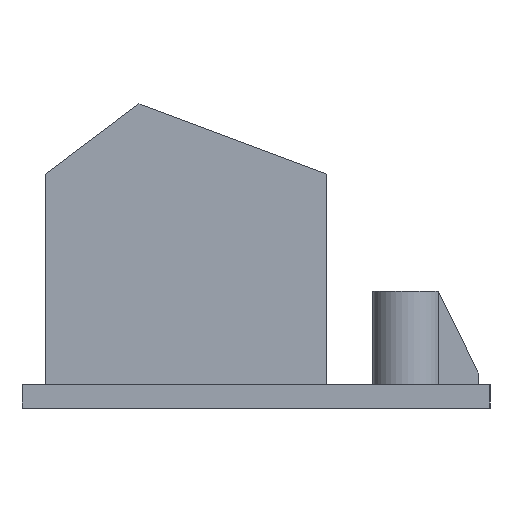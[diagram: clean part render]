
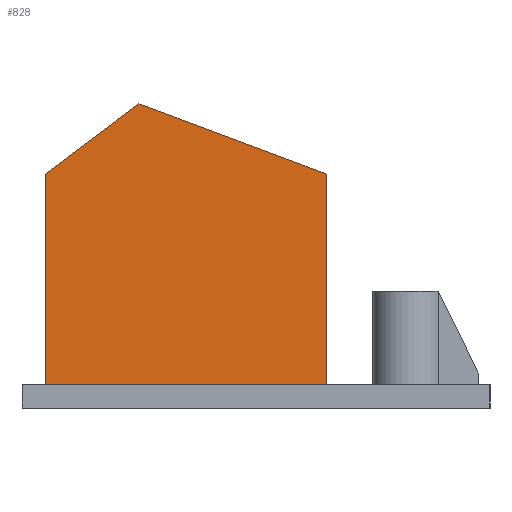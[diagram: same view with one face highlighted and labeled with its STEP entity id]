
A CAD part, left-side view. The second image highlights one B-rep face of the part: STEP entity #828.
In plain terms, the highlighted planar face has unit normal (-1, 0, 0).
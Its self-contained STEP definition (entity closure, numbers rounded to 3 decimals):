
#39=FACE_OUTER_BOUND('',#90,.T.);
#90=EDGE_LOOP('',(#556,#557,#558,#559,#560));
#153=LINE('',#1201,#259);
#154=LINE('',#1203,#260);
#155=LINE('',#1205,#261);
#156=LINE('',#1207,#262);
#157=LINE('',#1208,#263);
#259=VECTOR('',#967,10.);
#260=VECTOR('',#968,10.);
#261=VECTOR('',#969,10.);
#262=VECTOR('',#970,10.);
#263=VECTOR('',#971,10.);
#364=VERTEX_POINT('',#1199);
#365=VERTEX_POINT('',#1200);
#366=VERTEX_POINT('',#1202);
#367=VERTEX_POINT('',#1204);
#368=VERTEX_POINT('',#1206);
#439=EDGE_CURVE('',#364,#365,#153,.T.);
#440=EDGE_CURVE('',#366,#364,#154,.T.);
#441=EDGE_CURVE('',#367,#366,#155,.T.);
#442=EDGE_CURVE('',#367,#368,#156,.T.);
#443=EDGE_CURVE('',#365,#368,#157,.T.);
#556=ORIENTED_EDGE('',*,*,#439,.F.);
#557=ORIENTED_EDGE('',*,*,#440,.F.);
#558=ORIENTED_EDGE('',*,*,#441,.F.);
#559=ORIENTED_EDGE('',*,*,#442,.T.);
#560=ORIENTED_EDGE('',*,*,#443,.F.);
#782=PLANE('',#893);
#828=ADVANCED_FACE('',(#39),#782,.T.);
#893=AXIS2_PLACEMENT_3D('',#1198,#965,#966);
#965=DIRECTION('center_axis',(-1.,0.,0.));
#966=DIRECTION('ref_axis',(0.,-1.,0.));
#967=DIRECTION('',(0.,-0.8,0.6));
#968=DIRECTION('',(0.,0.,1.));
#969=DIRECTION('',(0.,1.,0.));
#970=DIRECTION('',(0.,0.,1.));
#971=DIRECTION('',(0.,-0.936,-0.351));
#1198=CARTESIAN_POINT('Origin',(1.,19.,1.));
#1199=CARTESIAN_POINT('',(1.,19.,10.));
#1200=CARTESIAN_POINT('',(1.,15.,13.));
#1201=CARTESIAN_POINT('',(1.,19.,10.));
#1202=CARTESIAN_POINT('',(1.,19.,1.));
#1203=CARTESIAN_POINT('',(1.,19.,1.));
#1204=CARTESIAN_POINT('',(1.,7.,1.));
#1205=CARTESIAN_POINT('',(1.,14.5,1.));
#1206=CARTESIAN_POINT('',(1.,7.,10.));
#1207=CARTESIAN_POINT('',(1.,7.,1.));
#1208=CARTESIAN_POINT('',(1.,15.,13.));
